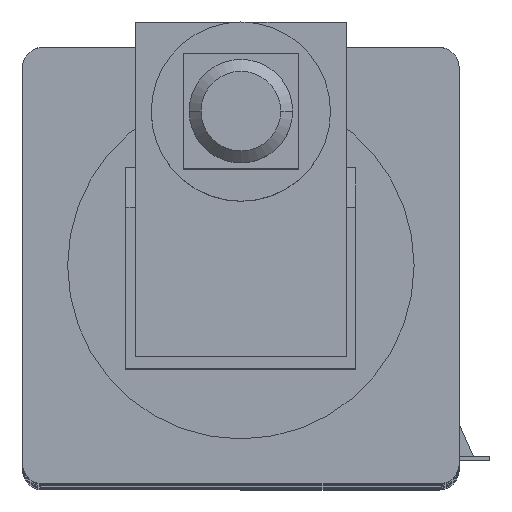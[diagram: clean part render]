
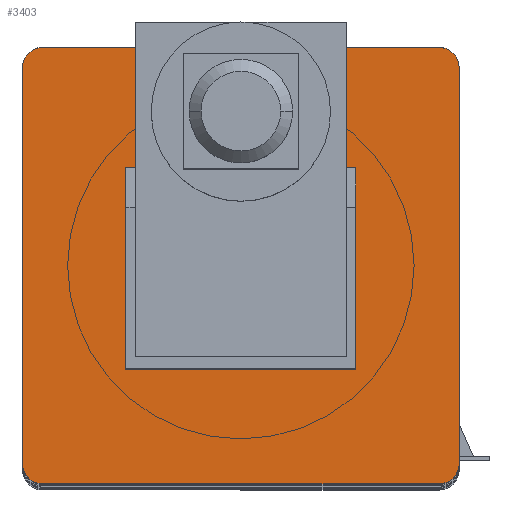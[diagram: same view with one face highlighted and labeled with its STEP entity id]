
A CAD part, top view. The second image highlights one B-rep face of the part: STEP entity #3403.
In plain terms, the highlighted planar face has unit normal (0, 0, 1).
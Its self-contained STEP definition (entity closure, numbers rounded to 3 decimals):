
#206 = CARTESIAN_POINT ( 'NONE',  ( 548., -498., 8845. ) ) ;
#406 = CARTESIAN_POINT ( 'NONE',  ( -498., 498., 8845. ) ) ;
#430 = DIRECTION ( 'NONE',  ( 1., 0., 0. ) ) ;
#453 = CARTESIAN_POINT ( 'NONE',  ( -289., 245., 8845. ) ) ;
#500 = DIRECTION ( 'NONE',  ( 0., 0., 1. ) ) ;
#594 = VERTEX_POINT ( 'NONE', #4850 ) ;
#638 = CARTESIAN_POINT ( 'NONE',  ( -548., 498., 8845. ) ) ;
#705 = VECTOR ( 'NONE', #4648, 1000. ) ;
#766 = CARTESIAN_POINT ( 'NONE',  ( 0., 0., 8845. ) ) ;
#777 = EDGE_CURVE ( 'Defeatured_0_0+Defeatured_0_138+Defeatured_0_131+Defeatured_0_137', #2724, #2423, #3905, .T. ) ;
#826 = CARTESIAN_POINT ( 'NONE',  ( 498., -548., 8845. ) ) ;
#901 = ORIENTED_EDGE ( 'NONE', *, *, #6445, .T. ) ;
#1016 = CARTESIAN_POINT ( 'NONE',  ( -498., -548., 8845. ) ) ;
#1087 = CARTESIAN_POINT ( 'NONE',  ( -548., -498., 8845. ) ) ;
#1127 = VERTEX_POINT ( 'NONE', #1800 ) ;
#1208 = CARTESIAN_POINT ( 'NONE',  ( 498., 548., 8845. ) ) ;
#1217 = EDGE_CURVE ( 'Defeatured_0_167+Defeatured_0_0+Defeatured_0_171+Defeatured_0_172', #1127, #1330, #2882, .T. ) ;
#1227 = LINE ( 'NONE', #6233, #705 ) ;
#1330 = VERTEX_POINT ( 'NONE', #2004 ) ;
#1393 = CIRCLE ( 'NONE', #4319, 50. ) ;
#1466 = VECTOR ( 'NONE', #3211, 1000. ) ;
#1576 = EDGE_LOOP ( 'NONE', ( #4017, #6449, #2347, #6372, #901, #1809, #3284, #4721 ) ) ;
#1627 = CARTESIAN_POINT ( 'NONE',  ( 289., -260., 8845. ) ) ;
#1666 = DIRECTION ( 'NONE',  ( 1., 0., 0. ) ) ;
#1669 = DIRECTION ( 'NONE',  ( 0., 1., 0. ) ) ;
#1725 = AXIS2_PLACEMENT_3D ( 'NONE', #2920, #500, #2426 ) ;
#1765 = LINE ( 'NONE', #5608, #2143 ) ;
#1800 = CARTESIAN_POINT ( 'NONE',  ( 289., 245., 8845. ) ) ;
#1809 = ORIENTED_EDGE ( 'NONE', *, *, #4700, .T. ) ;
#1818 = CARTESIAN_POINT ( 'NONE',  ( 498., 498., 8845. ) ) ;
#1866 = EDGE_CURVE ( 'Defeatured_0_171+Defeatured_0_0+Defeatured_0_170+Defeatured_0_167', #4167, #1127, #1765, .T. ) ;
#1953 = VERTEX_POINT ( 'NONE', #2223 ) ;
#1981 = VECTOR ( 'NONE', #4114, 1000. ) ;
#1987 = DIRECTION ( 'NONE',  ( 1., 0., 0. ) ) ;
#2004 = CARTESIAN_POINT ( 'NONE',  ( -289., 245., 8845. ) ) ;
#2089 = EDGE_LOOP ( 'NONE', ( #4562, #5469, #5115, #3451 ) ) ;
#2143 = VECTOR ( 'NONE', #4153, 1000. ) ;
#2161 = EDGE_CURVE ( 'Defeatured_0_0+Defeatured_0_137+Defeatured_0_138+Defeatured_0_136', #2423, #2601, #2876, .T. ) ;
#2223 = CARTESIAN_POINT ( 'NONE',  ( -548., 498., 8845. ) ) ;
#2268 = DIRECTION ( 'NONE',  ( 0., 0., 1. ) ) ;
#2332 = CARTESIAN_POINT ( 'NONE',  ( 548., -498., 8845. ) ) ;
#2347 = ORIENTED_EDGE ( 'NONE', *, *, #2161, .T. ) ;
#2423 = VERTEX_POINT ( 'NONE', #826 ) ;
#2426 = DIRECTION ( 'NONE',  ( 1., 0., 0. ) ) ;
#2448 = AXIS2_PLACEMENT_3D ( 'NONE', #4738, #5646, #2622 ) ;
#2456 = LINE ( 'NONE', #638, #1981 ) ;
#2538 = FACE_OUTER_BOUND ( 'NONE', #1576, .T. ) ;
#2601 = VERTEX_POINT ( 'NONE', #2332 ) ;
#2622 = DIRECTION ( 'NONE',  ( 1., 0., 0. ) ) ;
#2659 = PLANE ( 'NONE',  #4095 ) ;
#2724 = VERTEX_POINT ( 'NONE', #2979 ) ;
#2876 = CIRCLE ( 'NONE', #1725, 50. ) ;
#2882 = LINE ( 'NONE', #3932, #3579 ) ;
#2920 = CARTESIAN_POINT ( 'NONE',  ( 498., -498., 8845. ) ) ;
#2979 = CARTESIAN_POINT ( 'NONE',  ( -498., -548., 8845. ) ) ;
#3080 = CARTESIAN_POINT ( 'NONE',  ( 548., 498., 8845. ) ) ;
#3086 = EDGE_CURVE ( 'Defeatured_0_0+Defeatured_0_131+Defeatured_0_132+Defeatured_0_138', #5845, #2724, #4368, .T. ) ;
#3211 = DIRECTION ( 'NONE',  ( -1., 0., 0. ) ) ;
#3241 = EDGE_CURVE ( 'Defeatured_0_0+Defeatured_0_172+Defeatured_0_170+Defeatured_0_167', #594, #1330, #5218, .T. ) ;
#3284 = ORIENTED_EDGE ( 'NONE', *, *, #4453, .T. ) ;
#3316 = EDGE_CURVE ( 'Defeatured_0_0+Defeatured_0_132+Defeatured_0_133+Defeatured_0_131', #1953, #5845, #2456, .T. ) ;
#3403 = ADVANCED_FACE ( 'Defeatured_0_0', ( #2538, #5939 ), #2659, .T. ) ;
#3451 = ORIENTED_EDGE ( 'NONE', *, *, #1866, .F. ) ;
#3510 = VERTEX_POINT ( 'NONE', #4099 ) ;
#3579 = VECTOR ( 'NONE', #4425, 1000. ) ;
#3905 = LINE ( 'NONE', #1016, #5492 ) ;
#3932 = CARTESIAN_POINT ( 'NONE',  ( 289., 245., 8845. ) ) ;
#4017 = ORIENTED_EDGE ( 'NONE', *, *, #3086, .T. ) ;
#4074 = VERTEX_POINT ( 'NONE', #6043 ) ;
#4095 = AXIS2_PLACEMENT_3D ( 'NONE', #766, #4750, #1666 ) ;
#4099 = CARTESIAN_POINT ( 'NONE',  ( 498., 548., 8845. ) ) ;
#4114 = DIRECTION ( 'NONE',  ( 0., -1., 0. ) ) ;
#4119 = EDGE_CURVE ( 'Defeatured_0_0+Defeatured_0_136+Defeatured_0_137+Defeatured_0_135', #2601, #5449, #6028, .T. ) ;
#4153 = DIRECTION ( 'NONE',  ( 0., 1., 0. ) ) ;
#4167 = VERTEX_POINT ( 'NONE', #1627 ) ;
#4319 = AXIS2_PLACEMENT_3D ( 'NONE', #406, #4385, #430 ) ;
#4368 = CIRCLE ( 'NONE', #2448, 50. ) ;
#4385 = DIRECTION ( 'NONE',  ( 0., 0., 1. ) ) ;
#4425 = DIRECTION ( 'NONE',  ( -1., 0., 0. ) ) ;
#4453 = EDGE_CURVE ( 'Defeatured_0_0+Defeatured_0_133+Defeatured_0_134+Defeatured_0_132', #4074, #1953, #1393, .T. ) ;
#4454 = LINE ( 'NONE', #1208, #1466 ) ;
#4562 = ORIENTED_EDGE ( 'NONE', *, *, #4663, .T. ) ;
#4648 = DIRECTION ( 'NONE',  ( -1., 0., 0. ) ) ;
#4663 = EDGE_CURVE ( 'Defeatured_0_0+Defeatured_0_170+Defeatured_0_171+Defeatured_0_172', #4167, #594, #1227, .T. ) ;
#4670 = VECTOR ( 'NONE', #1669, 1000. ) ;
#4700 = EDGE_CURVE ( 'Defeatured_0_0+Defeatured_0_134+Defeatured_0_135+Defeatured_0_133', #3510, #4074, #4454, .T. ) ;
#4721 = ORIENTED_EDGE ( 'NONE', *, *, #3316, .T. ) ;
#4738 = CARTESIAN_POINT ( 'NONE',  ( -498., -498., 8845. ) ) ;
#4750 = DIRECTION ( 'NONE',  ( 0., 0., 1. ) ) ;
#4825 = CIRCLE ( 'NONE', #5121, 50. ) ;
#4850 = CARTESIAN_POINT ( 'NONE',  ( -289., -260., 8845. ) ) ;
#4934 = DIRECTION ( 'NONE',  ( 0., 1., 0. ) ) ;
#5115 = ORIENTED_EDGE ( 'NONE', *, *, #1217, .F. ) ;
#5121 = AXIS2_PLACEMENT_3D ( 'NONE', #1818, #2268, #6331 ) ;
#5218 = LINE ( 'NONE', #453, #6416 ) ;
#5449 = VERTEX_POINT ( 'NONE', #3080 ) ;
#5469 = ORIENTED_EDGE ( 'NONE', *, *, #3241, .T. ) ;
#5492 = VECTOR ( 'NONE', #1987, 1000. ) ;
#5608 = CARTESIAN_POINT ( 'NONE',  ( 289., 245., 8845. ) ) ;
#5646 = DIRECTION ( 'NONE',  ( 0., 0., 1. ) ) ;
#5845 = VERTEX_POINT ( 'NONE', #1087 ) ;
#5939 = FACE_BOUND ( 'NONE', #2089, .T. ) ;
#6028 = LINE ( 'NONE', #206, #4670 ) ;
#6043 = CARTESIAN_POINT ( 'NONE',  ( -498., 548., 8845. ) ) ;
#6233 = CARTESIAN_POINT ( 'NONE',  ( 289., -260., 8845. ) ) ;
#6331 = DIRECTION ( 'NONE',  ( 1., 0., 0. ) ) ;
#6372 = ORIENTED_EDGE ( 'NONE', *, *, #4119, .T. ) ;
#6416 = VECTOR ( 'NONE', #4934, 1000. ) ;
#6445 = EDGE_CURVE ( 'Defeatured_0_0+Defeatured_0_135+Defeatured_0_136+Defeatured_0_134', #5449, #3510, #4825, .T. ) ;
#6449 = ORIENTED_EDGE ( 'NONE', *, *, #777, .T. ) ;
